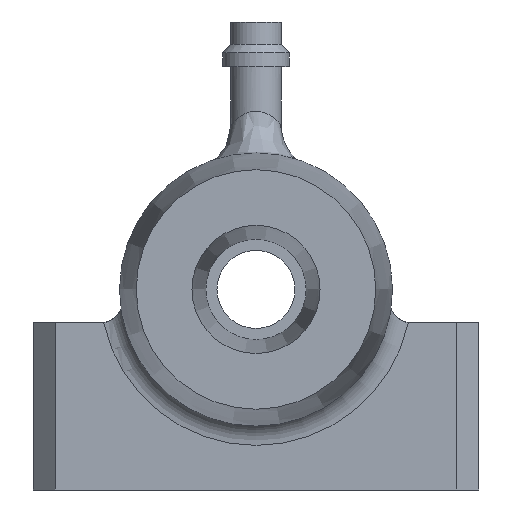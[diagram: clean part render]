
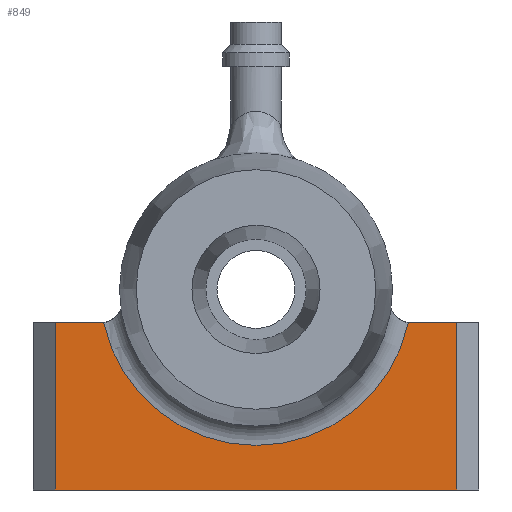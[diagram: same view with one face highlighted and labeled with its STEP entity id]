
A CAD part, front view. The second image highlights one B-rep face of the part: STEP entity #849.
In plain terms, the highlighted planar face has unit normal (0, -1, 0).
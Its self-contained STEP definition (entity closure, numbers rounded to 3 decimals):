
#27=PLANE('',#943);
#85=LINE('',#1606,#139);
#88=LINE('',#1612,#142);
#89=LINE('',#1614,#143);
#90=LINE('',#1616,#144);
#91=LINE('',#1617,#145);
#139=VECTOR('',#1127,10.);
#142=VECTOR('',#1132,10.);
#143=VECTOR('',#1133,10.);
#144=VECTOR('',#1134,10.);
#145=VECTOR('',#1135,10.);
#212=FACE_OUTER_BOUND('',#269,.T.);
#269=EDGE_LOOP('',(#681,#682,#683,#684,#685,#686,#687,#688));
#341=CIRCLE('',#936,14.);
#342=CIRCLE('',#938,2.);
#343=CIRCLE('',#940,2.);
#408=VERTEX_POINT('',#1502);
#409=VERTEX_POINT('',#1503);
#410=VERTEX_POINT('',#1534);
#416=VERTEX_POINT('',#1600);
#417=VERTEX_POINT('',#1605);
#419=VERTEX_POINT('',#1611);
#420=VERTEX_POINT('',#1613);
#421=VERTEX_POINT('',#1615);
#502=EDGE_CURVE('',#408,#409,#341,.T.);
#505=EDGE_CURVE('',#409,#410,#342,.T.);
#513=EDGE_CURVE('',#416,#408,#343,.T.);
#515=EDGE_CURVE('',#417,#410,#85,.T.);
#518=EDGE_CURVE('',#416,#419,#88,.T.);
#519=EDGE_CURVE('',#420,#419,#89,.T.);
#520=EDGE_CURVE('',#420,#421,#90,.T.);
#521=EDGE_CURVE('',#417,#421,#91,.T.);
#681=ORIENTED_EDGE('',*,*,#502,.F.);
#682=ORIENTED_EDGE('',*,*,#513,.F.);
#683=ORIENTED_EDGE('',*,*,#518,.T.);
#684=ORIENTED_EDGE('',*,*,#519,.F.);
#685=ORIENTED_EDGE('',*,*,#520,.T.);
#686=ORIENTED_EDGE('',*,*,#521,.F.);
#687=ORIENTED_EDGE('',*,*,#515,.T.);
#688=ORIENTED_EDGE('',*,*,#505,.F.);
#849=ADVANCED_FACE('',(#212),#27,.T.);
#936=AXIS2_PLACEMENT_3D('',#1504,#1109,#1110);
#938=AXIS2_PLACEMENT_3D('',#1535,#1113,#1114);
#940=AXIS2_PLACEMENT_3D('',#1602,#1121,#1122);
#943=AXIS2_PLACEMENT_3D('',#1610,#1130,#1131);
#1109=DIRECTION('center_axis',(0.,-1.,0.));
#1110=DIRECTION('ref_axis',(0.,0.,-1.));
#1113=DIRECTION('center_axis',(0.,-1.,0.));
#1114=DIRECTION('ref_axis',(-0.732,0.,-0.681));
#1121=DIRECTION('center_axis',(0.,-1.,0.));
#1122=DIRECTION('ref_axis',(0.732,0.,-0.681));
#1127=DIRECTION('',(-1.,0.,0.));
#1130=DIRECTION('center_axis',(0.,-1.,0.));
#1131=DIRECTION('ref_axis',(1.,0.,0.));
#1132=DIRECTION('',(-1.,0.,0.));
#1133=DIRECTION('',(0.,0.,1.));
#1134=DIRECTION('',(1.,0.,0.));
#1135=DIRECTION('',(0.,0.,-1.));
#1502=CARTESIAN_POINT('',(-13.679,-30.,-2.98));
#1503=CARTESIAN_POINT('',(13.679,-30.,-2.98));
#1504=CARTESIAN_POINT('Origin',(0.,-30.,0.));
#1534=CARTESIAN_POINT('',(13.964,-30.,-3.));
#1535=CARTESIAN_POINT('Origin',(13.964,-30.,-1.));
#1600=CARTESIAN_POINT('',(-13.964,-30.,-3.));
#1602=CARTESIAN_POINT('Origin',(-13.964,-30.,-1.));
#1605=CARTESIAN_POINT('',(18.,-30.,-3.));
#1606=CARTESIAN_POINT('',(20.,-30.,-3.));
#1610=CARTESIAN_POINT('Origin',(0.,-30.,-6.5));
#1611=CARTESIAN_POINT('',(-18.,-30.,-3.));
#1612=CARTESIAN_POINT('',(20.,-30.,-3.));
#1613=CARTESIAN_POINT('',(-18.,-30.,-18.));
#1614=CARTESIAN_POINT('',(-18.,-30.,-4.75));
#1615=CARTESIAN_POINT('',(18.,-30.,-18.));
#1616=CARTESIAN_POINT('',(-20.,-30.,-18.));
#1617=CARTESIAN_POINT('',(18.,-30.,-12.25));
